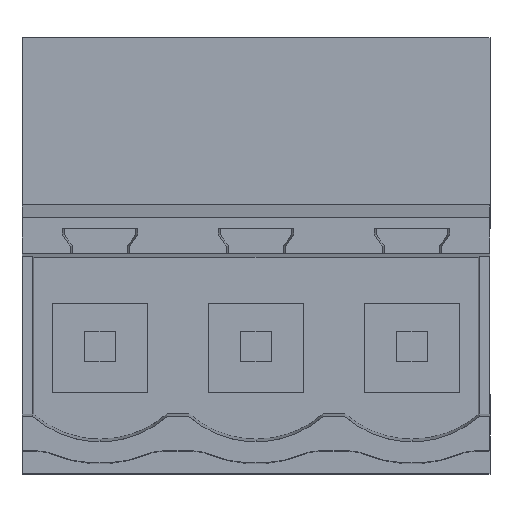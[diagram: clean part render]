
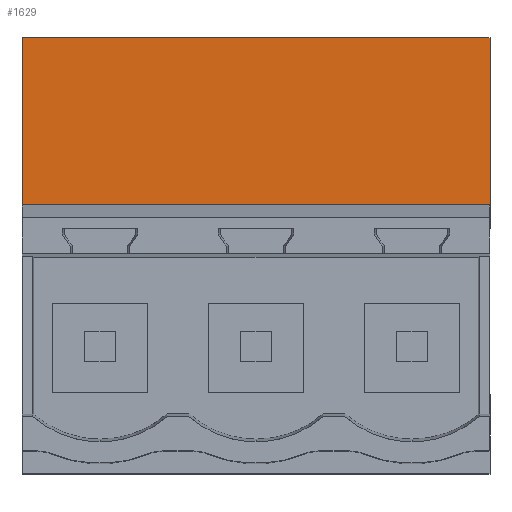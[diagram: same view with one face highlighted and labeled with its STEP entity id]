
A CAD part, top view. The second image highlights one B-rep face of the part: STEP entity #1629.
In plain terms, the highlighted planar face has unit normal (0, 0, 1).
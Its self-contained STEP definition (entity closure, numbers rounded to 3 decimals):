
#1609=AXIS2_PLACEMENT_3D('Plane Axis2P3D',#1606,#1607,#1608) ;
#414=CARTESIAN_POINT('Vertex',(0.,7.968,19.383)) ;
#417=CARTESIAN_POINT('Line Origine',(0.,11.084,19.383)) ;
#421=CARTESIAN_POINT('Vertex',(0.,14.2,19.383)) ;
#1566=CARTESIAN_POINT('Line Origine',(7.62,7.968,19.383)) ;
#1570=CARTESIAN_POINT('Vertex',(15.24,7.968,19.383)) ;
#1606=CARTESIAN_POINT('Axis2P3D Location',(10.16,6.771,19.383)) ;
#1611=CARTESIAN_POINT('Line Origine',(7.62,14.2,19.383)) ;
#1615=CARTESIAN_POINT('Vertex',(15.24,14.2,19.383)) ;
#1618=CARTESIAN_POINT('Line Origine',(15.24,11.084,19.383)) ;
#418=DIRECTION('Vector Direction',(0.,1.,0.)) ;
#1567=DIRECTION('Vector Direction',(-1.,0.,0.)) ;
#1607=DIRECTION('Axis2P3D Direction',(0.,0.,1.)) ;
#1608=DIRECTION('Axis2P3D XDirection',(0.,1.,0.)) ;
#1612=DIRECTION('Vector Direction',(-1.,0.,0.)) ;
#1619=DIRECTION('Vector Direction',(0.,1.,0.)) ;
#419=VECTOR('Line Direction',#418,1.) ;
#1568=VECTOR('Line Direction',#1567,1.) ;
#1613=VECTOR('Line Direction',#1612,1.) ;
#1620=VECTOR('Line Direction',#1619,1.) ;
#1624=ORIENTED_EDGE('',*,*,#1617,.T.) ;
#1625=ORIENTED_EDGE('',*,*,#423,.F.) ;
#1626=ORIENTED_EDGE('',*,*,#1572,.F.) ;
#1627=ORIENTED_EDGE('',*,*,#1622,.F.) ;
#1629=ADVANCED_FACE('HOUSING',(#1628),#1610,.T.) ;
#423=EDGE_CURVE('',#415,#422,#420,.T.) ;
#1572=EDGE_CURVE('',#1571,#415,#1569,.T.) ;
#1617=EDGE_CURVE('',#1616,#422,#1614,.T.) ;
#1622=EDGE_CURVE('',#1616,#1571,#1621,.F.) ;
#1623=EDGE_LOOP('',(#1624,#1625,#1626,#1627)) ;
#1628=FACE_OUTER_BOUND('',#1623,.T.) ;
#420=LINE('Line',#417,#419) ;
#1569=LINE('Line',#1566,#1568) ;
#1614=LINE('Line',#1611,#1613) ;
#1621=LINE('Line',#1618,#1620) ;
#1610=PLANE('',#1609) ;
#415=VERTEX_POINT('',#414) ;
#422=VERTEX_POINT('',#421) ;
#1571=VERTEX_POINT('',#1570) ;
#1616=VERTEX_POINT('',#1615) ;
